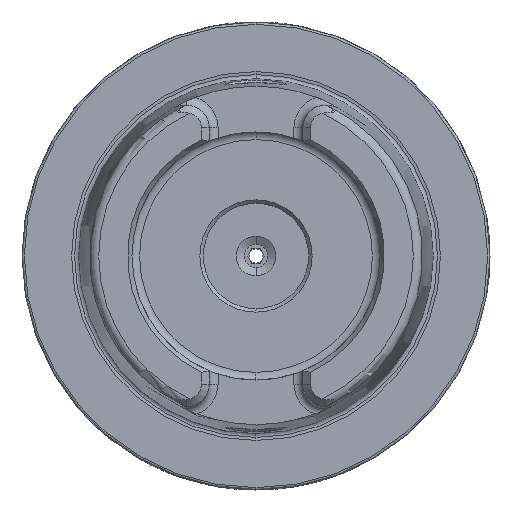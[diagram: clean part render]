
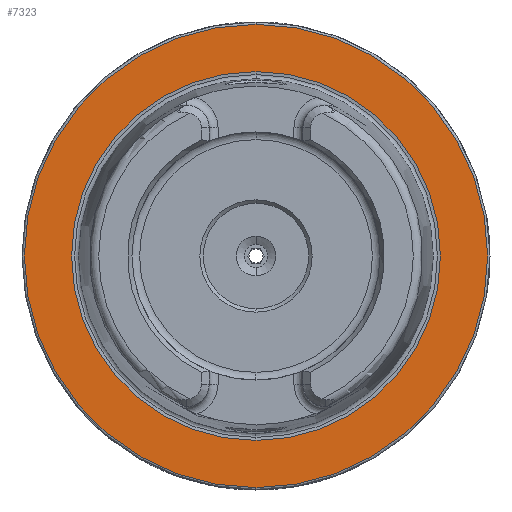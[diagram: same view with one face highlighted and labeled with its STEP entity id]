
A CAD part, left-side view. The second image highlights one B-rep face of the part: STEP entity #7323.
In plain terms, the highlighted planar face has unit normal (-1, 0, 0).
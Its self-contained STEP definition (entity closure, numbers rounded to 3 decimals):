
#152 = CIRCLE ( 'NONE', #8137, 49.5 ) ;
#177 = CIRCLE ( 'NONE', #8132, 39.405 ) ;
#667 = CIRCLE ( 'NONE', #8261, 39.405 ) ;
#676 = CIRCLE ( 'NONE', #8258, 49.5 ) ;
#1627 = FACE_BOUND ( 'NONE', #3623, .T. ) ;
#1629 = FACE_OUTER_BOUND ( 'NONE', #3619, .T. ) ;
#3179 = DIRECTION ( 'NONE',  ( 0., 0., -1. ) ) ;
#3181 = DIRECTION ( 'NONE',  ( 1., 0., 0. ) ) ;
#3183 = PLANE ( 'NONE',  #10493 ) ;
#3186 = CARTESIAN_POINT ( 'NONE',  ( 0., 49.5, 0. ) ) ;
#3619 = EDGE_LOOP ( 'NONE', ( #4215, #4216 ) ) ;
#3623 = EDGE_LOOP ( 'NONE', ( #4213, #4214 ) ) ;
#4213 = ORIENTED_EDGE ( 'NONE', *, *, #7700, .F. ) ;
#4214 = ORIENTED_EDGE ( 'NONE', *, *, #8014, .F. ) ;
#4215 = ORIENTED_EDGE ( 'NONE', *, *, #8018, .T. ) ;
#4216 = ORIENTED_EDGE ( 'NONE', *, *, #7686, .T. ) ;
#4394 = VERTEX_POINT ( 'NONE', #5361 ) ;
#4521 = VERTEX_POINT ( 'NONE', #4905 ) ;
#4767 = VERTEX_POINT ( 'NONE', #5113 ) ;
#4905 = CARTESIAN_POINT ( 'NONE',  ( 0., 0., 39.405 ) ) ;
#5113 = CARTESIAN_POINT ( 'NONE',  ( 0., 0., 49.5 ) ) ;
#5361 = CARTESIAN_POINT ( 'NONE',  ( 0., 0., -39.405 ) ) ;
#5760 = CARTESIAN_POINT ( 'NONE',  ( 0., 0., 0. ) ) ;
#5761 = DIRECTION ( 'NONE',  ( -1., 0., 0. ) ) ;
#5762 = DIRECTION ( 'NONE',  ( 0., 0., 1. ) ) ;
#5846 = CARTESIAN_POINT ( 'NONE',  ( 0., 0., 0. ) ) ;
#5847 = DIRECTION ( 'NONE',  ( -1., 0., 0. ) ) ;
#5848 = DIRECTION ( 'NONE',  ( 0., 0., 1. ) ) ;
#7323 = ADVANCED_FACE ( 'NONE', ( #1627, #1629 ), #3183, .F. ) ;
#7686 = EDGE_CURVE ( 'NONE', #9491, #4767, #152, .T. ) ;
#7700 = EDGE_CURVE ( 'NONE', #4521, #4394, #177, .T. ) ;
#8014 = EDGE_CURVE ( 'NONE', #4394, #4521, #667, .T. ) ;
#8018 = EDGE_CURVE ( 'NONE', #4767, #9491, #676, .T. ) ;
#8132 = AXIS2_PLACEMENT_3D ( 'NONE', #5846, #5847, #5848 ) ;
#8137 = AXIS2_PLACEMENT_3D ( 'NONE', #5760, #5761, #5762 ) ;
#8258 = AXIS2_PLACEMENT_3D ( 'NONE', #9002, #9003, #9004 ) ;
#8261 = AXIS2_PLACEMENT_3D ( 'NONE', #8993, #8994, #8995 ) ;
#8993 = CARTESIAN_POINT ( 'NONE',  ( 0., 0., 0. ) ) ;
#8994 = DIRECTION ( 'NONE',  ( -1., 0., 0. ) ) ;
#8995 = DIRECTION ( 'NONE',  ( 0., 0., 1. ) ) ;
#9002 = CARTESIAN_POINT ( 'NONE',  ( 0., 0., 0. ) ) ;
#9003 = DIRECTION ( 'NONE',  ( -1., 0., 0. ) ) ;
#9004 = DIRECTION ( 'NONE',  ( 0., 0., 1. ) ) ;
#9491 = VERTEX_POINT ( 'NONE', #10277 ) ;
#10277 = CARTESIAN_POINT ( 'NONE',  ( 0., 0., -49.5 ) ) ;
#10493 = AXIS2_PLACEMENT_3D ( 'NONE', #3186, #3181, #3179 ) ;
